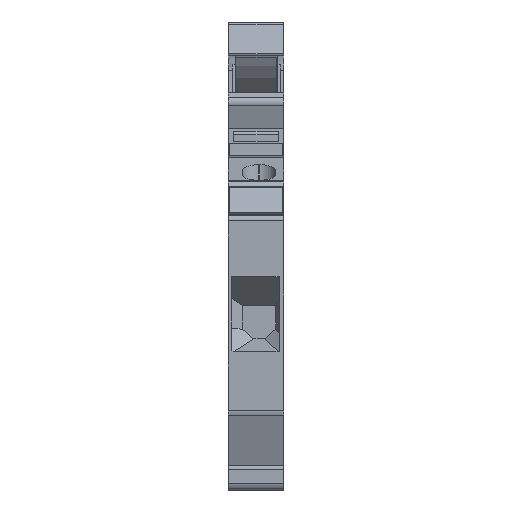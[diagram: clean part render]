
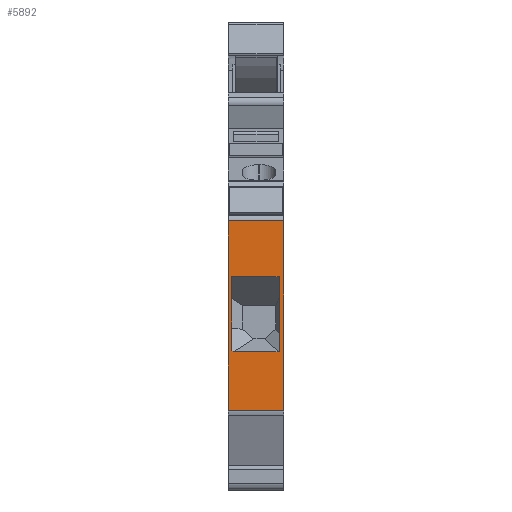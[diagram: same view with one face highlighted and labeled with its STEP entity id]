
A CAD part, front view. The second image highlights one B-rep face of the part: STEP entity #5892.
In plain terms, the highlighted planar face has unit normal (0, -1, 0).
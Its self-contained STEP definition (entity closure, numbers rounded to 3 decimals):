
#5814=AXIS2_PLACEMENT_3D('Plane Axis2P3D',#5811,#5812,#5813) ;
#703=CARTESIAN_POINT('Vertex',(0.,0.,11.598)) ;
#706=CARTESIAN_POINT('Line Origine',(0.,0.,15.844)) ;
#710=CARTESIAN_POINT('Vertex',(0.,0.,20.09)) ;
#731=CARTESIAN_POINT('Vertex',(0.,0.,31.058)) ;
#734=CARTESIAN_POINT('Line Origine',(0.,0.,35.111)) ;
#738=CARTESIAN_POINT('Vertex',(0.,0.,39.164)) ;
#3686=CARTESIAN_POINT('Vertex',(8.1,0.,39.164)) ;
#3689=CARTESIAN_POINT('Line Origine',(8.1,0.,25.381)) ;
#3693=CARTESIAN_POINT('Vertex',(8.1,0.,11.598)) ;
#5798=CARTESIAN_POINT('Line Origine',(4.05,0.,11.598)) ;
#5811=CARTESIAN_POINT('Axis2P3D Location',(0.,0.,39.164)) ;
#5816=CARTESIAN_POINT('Line Origine',(4.05,0.,39.164)) ;
#5821=CARTESIAN_POINT('Line Origine',(0.025,0.,31.058)) ;
#5825=CARTESIAN_POINT('Vertex',(0.05,0.,31.058)) ;
#5828=CARTESIAN_POINT('Line Origine',(0.05,0.,25.574)) ;
#5832=CARTESIAN_POINT('Vertex',(0.05,0.,20.09)) ;
#5835=CARTESIAN_POINT('Line Origine',(0.025,0.,20.09)) ;
#5850=CARTESIAN_POINT('Line Origine',(0.64,0.,20.207)) ;
#5854=CARTESIAN_POINT('Vertex',(0.78,0.,20.09)) ;
#5856=CARTESIAN_POINT('Vertex',(0.5,0.,20.325)) ;
#5859=CARTESIAN_POINT('Line Origine',(0.5,0.,25.692)) ;
#5863=CARTESIAN_POINT('Vertex',(0.5,0.,31.058)) ;
#5866=CARTESIAN_POINT('Line Origine',(3.95,0.,31.058)) ;
#5870=CARTESIAN_POINT('Vertex',(7.4,0.,31.058)) ;
#5873=CARTESIAN_POINT('Line Origine',(7.4,0.,25.574)) ;
#5877=CARTESIAN_POINT('Vertex',(7.4,0.,20.09)) ;
#5880=CARTESIAN_POINT('Line Origine',(4.09,0.,20.09)) ;
#707=DIRECTION('Vector Direction',(0.,0.,1.)) ;
#735=DIRECTION('Vector Direction',(0.,0.,1.)) ;
#3690=DIRECTION('Vector Direction',(0.,0.,1.)) ;
#5799=DIRECTION('Vector Direction',(1.,0.,0.)) ;
#5812=DIRECTION('Axis2P3D Direction',(0.,-1.,0.)) ;
#5813=DIRECTION('Axis2P3D XDirection',(0.,0.,-1.)) ;
#5817=DIRECTION('Vector Direction',(1.,0.,0.)) ;
#5822=DIRECTION('Vector Direction',(-1.,0.,0.)) ;
#5829=DIRECTION('Vector Direction',(0.,0.,-1.)) ;
#5836=DIRECTION('Vector Direction',(-1.,0.,0.)) ;
#5851=DIRECTION('Vector Direction',(-0.766,0.,0.643)) ;
#5860=DIRECTION('Vector Direction',(0.,0.,-1.)) ;
#5867=DIRECTION('Vector Direction',(-1.,0.,0.)) ;
#5874=DIRECTION('Vector Direction',(0.,0.,-1.)) ;
#5881=DIRECTION('Vector Direction',(-1.,0.,0.)) ;
#708=VECTOR('Line Direction',#707,1.) ;
#736=VECTOR('Line Direction',#735,1.) ;
#3691=VECTOR('Line Direction',#3690,1.) ;
#5800=VECTOR('Line Direction',#5799,1.) ;
#5818=VECTOR('Line Direction',#5817,1.) ;
#5823=VECTOR('Line Direction',#5822,1.) ;
#5830=VECTOR('Line Direction',#5829,1.) ;
#5837=VECTOR('Line Direction',#5836,1.) ;
#5852=VECTOR('Line Direction',#5851,1.) ;
#5861=VECTOR('Line Direction',#5860,1.) ;
#5868=VECTOR('Line Direction',#5867,1.) ;
#5875=VECTOR('Line Direction',#5874,1.) ;
#5882=VECTOR('Line Direction',#5881,1.) ;
#5841=ORIENTED_EDGE('',*,*,#5820,.T.) ;
#5842=ORIENTED_EDGE('',*,*,#740,.T.) ;
#5843=ORIENTED_EDGE('',*,*,#5827,.F.) ;
#5844=ORIENTED_EDGE('',*,*,#5834,.T.) ;
#5845=ORIENTED_EDGE('',*,*,#5839,.T.) ;
#5846=ORIENTED_EDGE('',*,*,#712,.T.) ;
#5847=ORIENTED_EDGE('',*,*,#5802,.F.) ;
#5848=ORIENTED_EDGE('',*,*,#3695,.T.) ;
#5886=ORIENTED_EDGE('',*,*,#5858,.T.) ;
#5887=ORIENTED_EDGE('',*,*,#5865,.F.) ;
#5888=ORIENTED_EDGE('',*,*,#5872,.F.) ;
#5889=ORIENTED_EDGE('',*,*,#5879,.T.) ;
#5890=ORIENTED_EDGE('',*,*,#5884,.T.) ;
#5891=FACE_BOUND('',#5885,.T.) ;
#5892=ADVANCED_FACE('MLD_WTTB_6_PLM001323.1\\MLD_Assembly',(#5849,#5891),#5815,.T.) ;
#712=EDGE_CURVE('',#711,#704,#709,.F.) ;
#740=EDGE_CURVE('',#739,#732,#737,.F.) ;
#3695=EDGE_CURVE('',#3694,#3687,#3692,.T.) ;
#5802=EDGE_CURVE('',#3694,#704,#5801,.F.) ;
#5820=EDGE_CURVE('',#3687,#739,#5819,.F.) ;
#5827=EDGE_CURVE('',#5826,#732,#5824,.T.) ;
#5834=EDGE_CURVE('',#5826,#5833,#5831,.T.) ;
#5839=EDGE_CURVE('',#5833,#711,#5838,.T.) ;
#5858=EDGE_CURVE('',#5855,#5857,#5853,.T.) ;
#5865=EDGE_CURVE('',#5864,#5857,#5862,.T.) ;
#5872=EDGE_CURVE('',#5871,#5864,#5869,.T.) ;
#5879=EDGE_CURVE('',#5871,#5878,#5876,.T.) ;
#5884=EDGE_CURVE('',#5878,#5855,#5883,.T.) ;
#5840=EDGE_LOOP('',(#5841,#5842,#5843,#5844,#5845,#5846,#5847,#5848)) ;
#5885=EDGE_LOOP('',(#5886,#5887,#5888,#5889,#5890)) ;
#5849=FACE_OUTER_BOUND('',#5840,.T.) ;
#709=LINE('Line',#706,#708) ;
#737=LINE('Line',#734,#736) ;
#3692=LINE('Line',#3689,#3691) ;
#5801=LINE('Line',#5798,#5800) ;
#5819=LINE('Line',#5816,#5818) ;
#5824=LINE('Line',#5821,#5823) ;
#5831=LINE('Line',#5828,#5830) ;
#5838=LINE('Line',#5835,#5837) ;
#5853=LINE('Line',#5850,#5852) ;
#5862=LINE('Line',#5859,#5861) ;
#5869=LINE('Line',#5866,#5868) ;
#5876=LINE('Line',#5873,#5875) ;
#5883=LINE('Line',#5880,#5882) ;
#5815=PLANE('',#5814) ;
#704=VERTEX_POINT('',#703) ;
#711=VERTEX_POINT('',#710) ;
#732=VERTEX_POINT('',#731) ;
#739=VERTEX_POINT('',#738) ;
#3687=VERTEX_POINT('',#3686) ;
#3694=VERTEX_POINT('',#3693) ;
#5826=VERTEX_POINT('',#5825) ;
#5833=VERTEX_POINT('',#5832) ;
#5855=VERTEX_POINT('',#5854) ;
#5857=VERTEX_POINT('',#5856) ;
#5864=VERTEX_POINT('',#5863) ;
#5871=VERTEX_POINT('',#5870) ;
#5878=VERTEX_POINT('',#5877) ;
